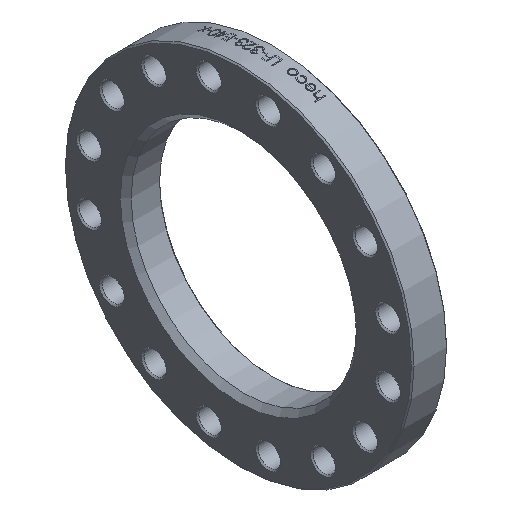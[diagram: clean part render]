
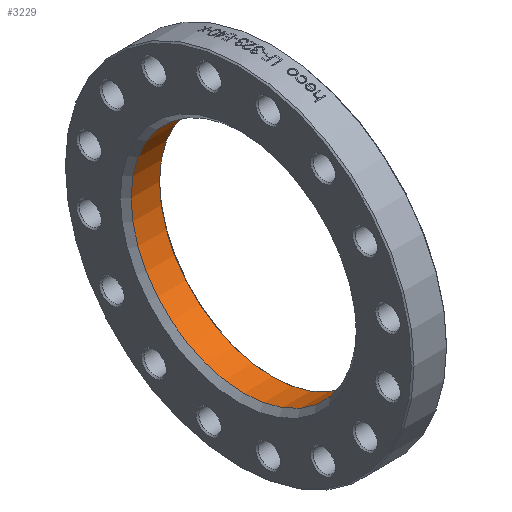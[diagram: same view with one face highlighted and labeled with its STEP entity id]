
A CAD part, isometric view. The second image highlights one B-rep face of the part: STEP entity #3229.
In plain terms, the highlighted cylindrical face has radius 166.5 mm (diameter 333 mm), a full revolution.
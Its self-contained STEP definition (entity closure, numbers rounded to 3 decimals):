
#49 = ORIENTED_EDGE ( 'NONE', *, *, #4957, .T. ) ;
#145 = AXIS2_PLACEMENT_3D ( 'NONE', #1370, #3107, #5374 ) ;
#280 = DIRECTION ( 'NONE',  ( 0., 0., 1. ) ) ;
#731 = CIRCLE ( 'NONE', #145, 166.5 ) ;
#757 = DIRECTION ( 'NONE',  ( -1., 0., 0. ) ) ;
#833 = FACE_OUTER_BOUND ( 'NONE', #2207, .T. ) ;
#856 = CARTESIAN_POINT ( 'NONE',  ( 50., 0., 0. ) ) ;
#975 = EDGE_LOOP ( 'NONE', ( #49 ) ) ;
#1370 = CARTESIAN_POINT ( 'NONE',  ( 8., 0., 0. ) ) ;
#1422 = CARTESIAN_POINT ( 'NONE',  ( 8., 0., -166.5 ) ) ;
#2207 = EDGE_LOOP ( 'NONE', ( #4780 ) ) ;
#2562 = CIRCLE ( 'NONE', #6230, 166.5 ) ;
#2639 = DIRECTION ( 'NONE',  ( 0., 0., 1. ) ) ;
#3107 = DIRECTION ( 'NONE',  ( -1., 0., 0. ) ) ;
#3229 = ADVANCED_FACE ( 'NONE', ( #833, #5947 ), #5877, .F. ) ;
#3341 = VERTEX_POINT ( 'NONE', #7306 ) ;
#3402 = EDGE_CURVE ( 'NONE', #4237, #4237, #731, .T. ) ;
#3687 = AXIS2_PLACEMENT_3D ( 'NONE', #5355, #757, #280 ) ;
#4237 = VERTEX_POINT ( 'NONE', #1422 ) ;
#4301 = DIRECTION ( 'NONE',  ( 1., 0., 0. ) ) ;
#4780 = ORIENTED_EDGE ( 'NONE', *, *, #3402, .T. ) ;
#4957 = EDGE_CURVE ( 'NONE', #3341, #3341, #2562, .T. ) ;
#5355 = CARTESIAN_POINT ( 'NONE',  ( 0., 0., 0. ) ) ;
#5374 = DIRECTION ( 'NONE',  ( 0., 0., -1. ) ) ;
#5877 = CYLINDRICAL_SURFACE ( 'NONE', #3687, 166.5 ) ;
#5947 = FACE_OUTER_BOUND ( 'NONE', #975, .T. ) ;
#6230 = AXIS2_PLACEMENT_3D ( 'NONE', #856, #4301, #2639 ) ;
#7306 = CARTESIAN_POINT ( 'NONE',  ( 50., 0., 166.5 ) ) ;
